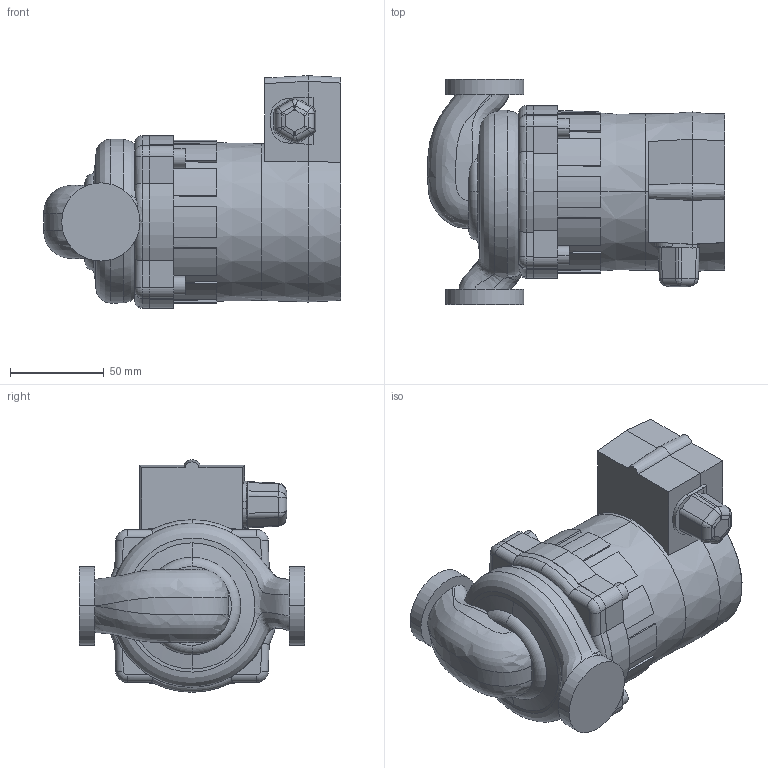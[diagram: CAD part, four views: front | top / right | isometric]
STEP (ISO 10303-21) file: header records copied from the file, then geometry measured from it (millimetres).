
FILE_DESCRIPTION (( 'STEP AP203' ), '1' );
FILE_NAME ('AXW12.STEP', '2010-11-02T10:45:31', ( ' ' ), ( '' ), 'SwSTEP 2.0', 'SolidWorks 2008', '' );
FILE_SCHEMA (( 'CONFIG_CONTROL_DESIGN' ));
Length unit declared in the file: millimetre
Products named in the file (3): Pumpengehäuse_Standard; AXW12; Motor kompl_Standard
Assembly tree (2 placements, depth 2):
  AXW12
    Pumpengehäuse_Standard
    Motor kompl_Standard
Bounding box: 158.42 x 120 x 124.02 mm (x, y, z)
Volume: 951946.9 mm3; surface area: 96227.6 mm2
Topology: 3 solids, 3 shells, 326 faces, 830 edges, 531 vertices
Faces by surface type: plane 167, cylinder 100, bspline 35, torus 12, cone 12
Entity records: 17713 total; most frequent: CARTESIAN_POINT 9760, ORIENTED_EDGE 1656, DIRECTION 1521, EDGE_CURVE 828, VERTEX_POINT 531, AXIS2_PLACEMENT_3D 527, VECTOR 467, LINE 467
